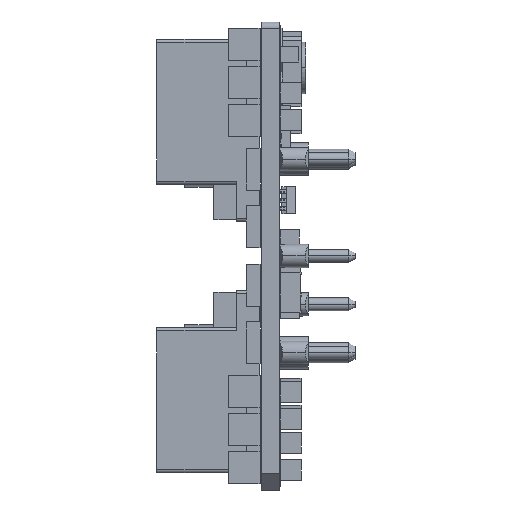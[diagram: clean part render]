
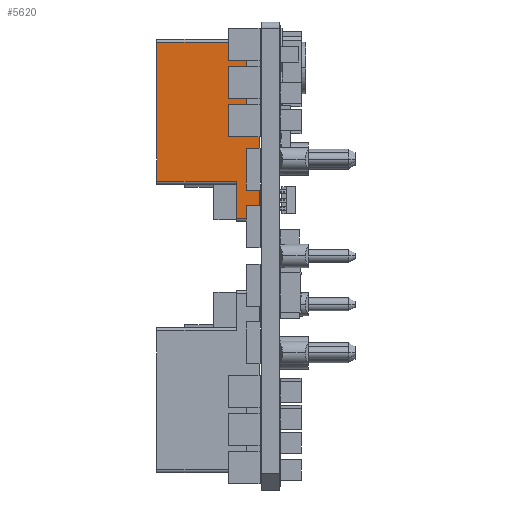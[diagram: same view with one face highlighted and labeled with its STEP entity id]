
A CAD part, left-side view. The second image highlights one B-rep face of the part: STEP entity #5620.
In plain terms, the highlighted planar face has unit normal (-1, 0, 0).
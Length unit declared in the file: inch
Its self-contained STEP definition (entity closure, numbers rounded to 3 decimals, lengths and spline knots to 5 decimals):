
#78 = LINE ( 'NONE', #21909, #28198 ) ;
#122 = EDGE_CURVE ( 'NONE', #15415, #7344, #4540, .T. ) ;
#293 = VERTEX_POINT ( 'NONE', #23484 ) ;
#611 = VERTEX_POINT ( 'NONE', #5201 ) ;
#747 = EDGE_CURVE ( 'NONE', #2790, #21999, #10568, .T. ) ;
#815 = ORIENTED_EDGE ( 'NONE', *, *, #22553, .T. ) ;
#854 = CARTESIAN_POINT ( 'NONE',  ( -0.154, 0.223, 0.117 ) ) ;
#1442 = ORIENTED_EDGE ( 'NONE', *, *, #9094, .F. ) ;
#2561 = DIRECTION ( 'NONE',  ( 0., -1., 0. ) ) ;
#2790 = VERTEX_POINT ( 'NONE', #22663 ) ;
#3788 = DIRECTION ( 'NONE',  ( 0., 0., -1. ) ) ;
#4477 = ORIENTED_EDGE ( 'NONE', *, *, #122, .T. ) ;
#4540 = LINE ( 'NONE', #13248, #16126 ) ;
#4600 = LINE ( 'NONE', #854, #9832 ) ;
#4615 = LINE ( 'NONE', #26286, #16644 ) ;
#4857 = AXIS2_PLACEMENT_3D ( 'NONE', #11386, #22656, #20236 ) ;
#4943 = CARTESIAN_POINT ( 'NONE',  ( -0.154, 0.47, 0.232 ) ) ;
#5127 = LINE ( 'NONE', #11543, #6340 ) ;
#5201 = CARTESIAN_POINT ( 'NONE',  ( -0.154, 0.223, 0.662 ) ) ;
#5548 = EDGE_CURVE ( 'NONE', #15415, #611, #21822, .T. ) ;
#5620 = ADVANCED_FACE ( 'NONE', ( #15966 ), #16107, .T. ) ;
#6340 = VECTOR ( 'NONE', #2561, 39.37008 ) ;
#6608 = VECTOR ( 'NONE', #6992, 39.37008 ) ;
#6850 = DIRECTION ( 'NONE',  ( 0., 0., -1. ) ) ;
#6992 = DIRECTION ( 'NONE',  ( 0., -1., 0. ) ) ;
#7068 = CARTESIAN_POINT ( 'NONE',  ( -0.154, 0.47, 0.662 ) ) ;
#7344 = VERTEX_POINT ( 'NONE', #4943 ) ;
#7478 = EDGE_CURVE ( 'NONE', #22859, #10964, #78, .T. ) ;
#7578 = DIRECTION ( 'NONE',  ( 0., -1., 0. ) ) ;
#8590 = DIRECTION ( 'NONE',  ( 0., 0., 1. ) ) ;
#8645 = DIRECTION ( 'NONE',  ( 0., 0., -1. ) ) ;
#9094 = EDGE_CURVE ( 'NONE', #293, #21999, #5127, .T. ) ;
#9832 = VECTOR ( 'NONE', #7578, 39.37008 ) ;
#10568 = LINE ( 'NONE', #19286, #10574 ) ;
#10574 = VECTOR ( 'NONE', #8590, 39.37008 ) ;
#10918 = EDGE_CURVE ( 'NONE', #10964, #2790, #4600, .T. ) ;
#10964 = VERTEX_POINT ( 'NONE', #13166 ) ;
#11386 = CARTESIAN_POINT ( 'NONE',  ( -0.154, 0.153, 0.107 ) ) ;
#11543 = CARTESIAN_POINT ( 'NONE',  ( -0.154, 0.223, 0.683 ) ) ;
#12031 = CARTESIAN_POINT ( 'NONE',  ( -0.154, 0.223, 0.232 ) ) ;
#12635 = CARTESIAN_POINT ( 'NONE',  ( -0.154, 0.223, 0.683 ) ) ;
#13036 = DIRECTION ( 'NONE',  ( 0., -1., 0. ) ) ;
#13166 = CARTESIAN_POINT ( 'NONE',  ( -0.154, 0.223, 0.117 ) ) ;
#13248 = CARTESIAN_POINT ( 'NONE',  ( -0.154, 0.47, 0.232 ) ) ;
#14640 = ORIENTED_EDGE ( 'NONE', *, *, #5548, .F. ) ;
#15116 = EDGE_LOOP ( 'NONE', ( #19933, #1442, #18575, #14640, #4477, #815, #16662, #26344 ) ) ;
#15415 = VERTEX_POINT ( 'NONE', #7068 ) ;
#15966 = FACE_OUTER_BOUND ( 'NONE', #15116, .T. ) ;
#16107 = PLANE ( 'NONE',  #4857 ) ;
#16126 = VECTOR ( 'NONE', #6850, 39.37008 ) ;
#16644 = VECTOR ( 'NONE', #13036, 39.37008 ) ;
#16662 = ORIENTED_EDGE ( 'NONE', *, *, #7478, .T. ) ;
#17049 = LINE ( 'NONE', #12635, #25185 ) ;
#17827 = CARTESIAN_POINT ( 'NONE',  ( -0.154, 0.454, 0.662 ) ) ;
#18575 = ORIENTED_EDGE ( 'NONE', *, *, #18672, .T. ) ;
#18672 = EDGE_CURVE ( 'NONE', #293, #611, #17049, .T. ) ;
#19286 = CARTESIAN_POINT ( 'NONE',  ( -0.154, 0.153, 0.117 ) ) ;
#19933 = ORIENTED_EDGE ( 'NONE', *, *, #747, .T. ) ;
#20236 = DIRECTION ( 'NONE',  ( 0., 0., 1. ) ) ;
#21822 = LINE ( 'NONE', #17827, #6608 ) ;
#21909 = CARTESIAN_POINT ( 'NONE',  ( -0.154, 0.223, 0.232 ) ) ;
#21999 = VERTEX_POINT ( 'NONE', #22539 ) ;
#22539 = CARTESIAN_POINT ( 'NONE',  ( -0.154, 0.153, 0.683 ) ) ;
#22553 = EDGE_CURVE ( 'NONE', #7344, #22859, #4615, .T. ) ;
#22656 = DIRECTION ( 'NONE',  ( -1., 0., 0. ) ) ;
#22663 = CARTESIAN_POINT ( 'NONE',  ( -0.154, 0.153, 0.117 ) ) ;
#22859 = VERTEX_POINT ( 'NONE', #12031 ) ;
#23484 = CARTESIAN_POINT ( 'NONE',  ( -0.154, 0.223, 0.683 ) ) ;
#25185 = VECTOR ( 'NONE', #3788, 39.37008 ) ;
#26286 = CARTESIAN_POINT ( 'NONE',  ( -0.154, 0.454, 0.232 ) ) ;
#26344 = ORIENTED_EDGE ( 'NONE', *, *, #10918, .T. ) ;
#28198 = VECTOR ( 'NONE', #8645, 39.37008 ) ;
